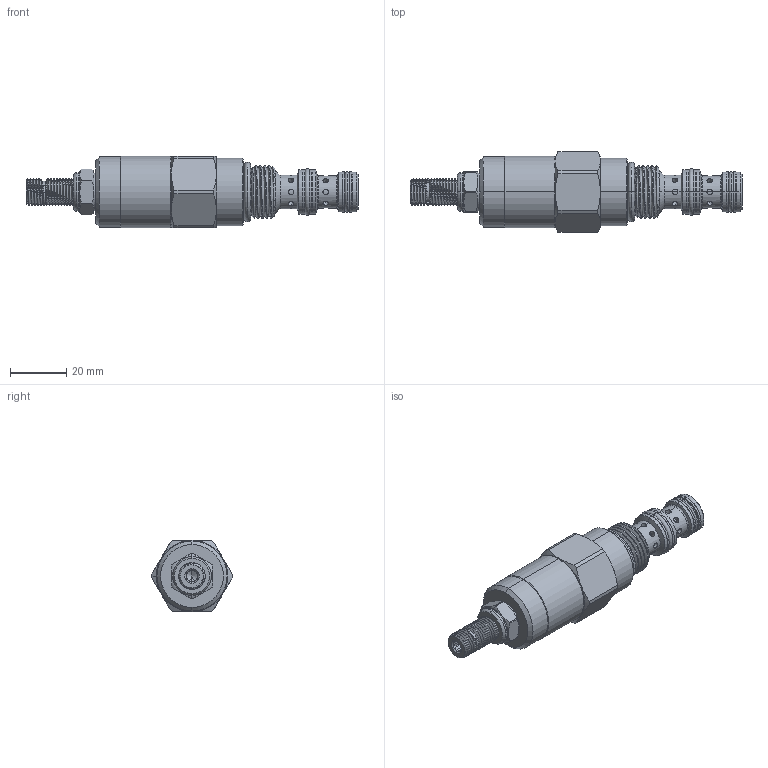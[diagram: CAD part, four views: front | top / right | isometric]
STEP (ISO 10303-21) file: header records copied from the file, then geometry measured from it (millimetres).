
FILE_DESCRIPTION (( 'STEP AP203' ), '1' );
FILE_NAME ('SQ08W30-L.STEP', '2020-03-27T02:12:38', ( '' ), ( '' ), 'SwSTEP 2.0', 'SolidWorks 2018', '' );
FILE_SCHEMA (( 'CONFIG_CONTROL_DESIGN' ));
Length unit declared in the file: millimetre
Products named in the file (1): SQ08W30-L
Bounding box: 118.3 x 28.57 x 25.4 mm (x, y, z)
Volume: 35612.9 mm3; surface area: 11279.8 mm2
Topology: 8 solids, 10 shells, 331 faces, 775 edges, 482 vertices
Faces by surface type: cylinder 183, plane 62, cone 51, torus 30, bspline 5
Entity records: 16077 total; most frequent: CARTESIAN_POINT 8752, ORIENTED_EDGE 1542, DIRECTION 1470, EDGE_CURVE 771, AXIS2_PLACEMENT_3D 609, VERTEX_POINT 482, EDGE_LOOP 377, ADVANCED_FACE 331
